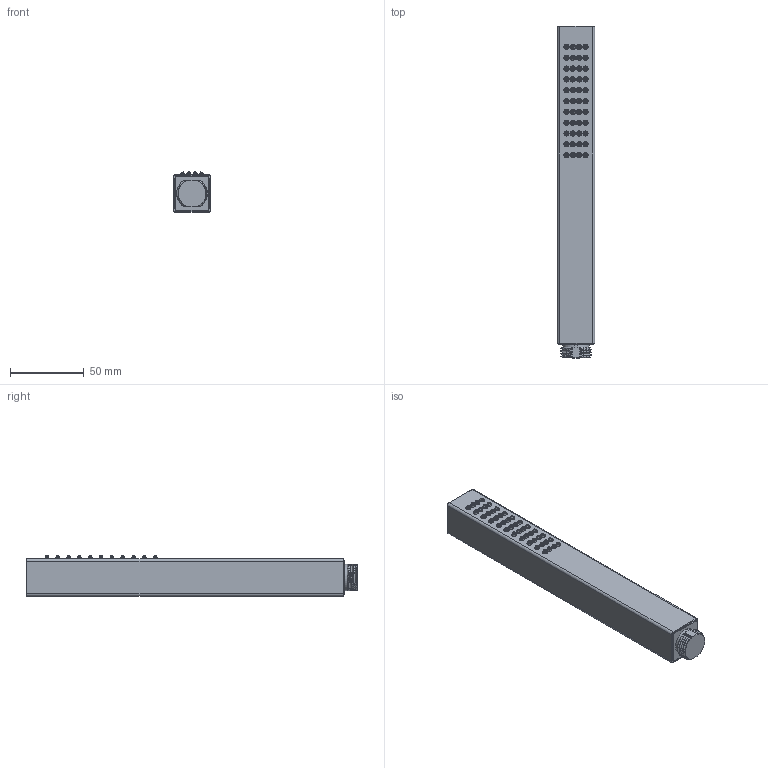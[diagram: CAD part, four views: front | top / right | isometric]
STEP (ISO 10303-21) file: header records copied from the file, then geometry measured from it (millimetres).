
FILE_DESCRIPTION((''),'2;1');
FILE_NAME('12810','2020-12-11T10:13:43',('jinson.thomas'),(''),'CREO PARAMETRIC BY PTC INC, 2018400','CREO PARAMETRIC BY PTC INC, 2018400','');
FILE_SCHEMA(('CONFIG_CONTROL_DESIGN'));
Products named in the file (1): 12810
Bounding box: 25.4 x 225.81 x 27.42 mm (x, y, z)
Volume: 141744.8 mm3; surface area: 25483.6 mm2
Topology: 1 solids, 1 shells, 774 faces, 1740 edges, 1059 vertices
Faces by surface type: bspline 293, cylinder 161, cone 159, torus 104, plane 57
Entity records: 42829 total; most frequent: CARTESIAN_POINT 27359, ORIENTED_EDGE 3480, DIRECTION 2649, EDGE_CURVE 1740, AXIS2_PLACEMENT_3D 1085, VERTEX_POINT 1059, EDGE_LOOP 865, FACE_OUTER_BOUND 774
